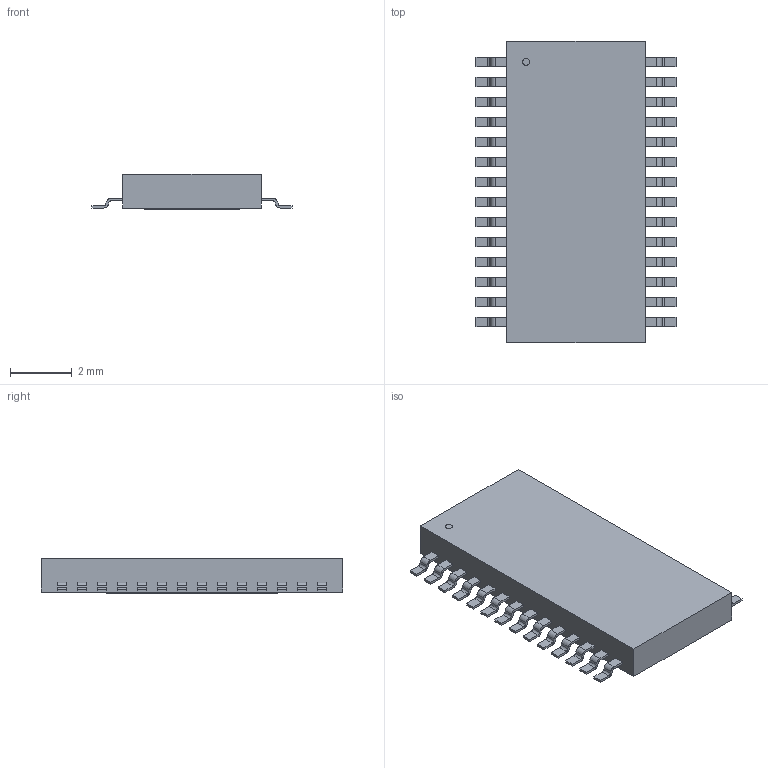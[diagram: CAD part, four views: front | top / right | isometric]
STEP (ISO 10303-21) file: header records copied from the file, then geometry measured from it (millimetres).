
FILE_DESCRIPTION(('STEP AP214'),'1');
FILE_NAME('21-0108G_U28E-4_MXM','2022-08-09T08:28:50',(''),(''),'','','');
FILE_SCHEMA(('AUTOMOTIVE_DESIGN'));
Length unit declared in the file: millimetre
Products named in the file (1): product
Bounding box: 6.5 x 9.8 x 1.15 mm (x, y, z)
Volume: 49.8 mm3; surface area: 180.6 mm2
Topology: 31 solids, 31 shells, 407 faces, 1035 edges, 690 vertices
Faces by surface type: plane 294, cylinder 113
Full cylindrical faces by diameter (mm): 0.225 x1
Entity records: 11712 total; most frequent: DIRECTION 2078, ORIENTED_EDGE 2068, CARTESIAN_POINT 1213, EDGE_CURVE 1034, LINE 808, VECTOR 808, VERTEX_POINT 690, AXIS2_PLACEMENT_3D 635
